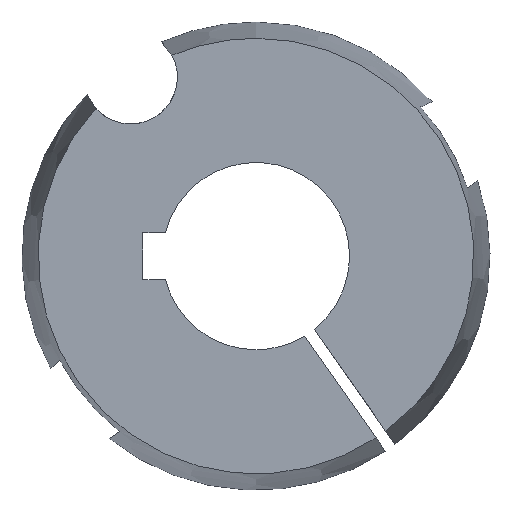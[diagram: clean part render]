
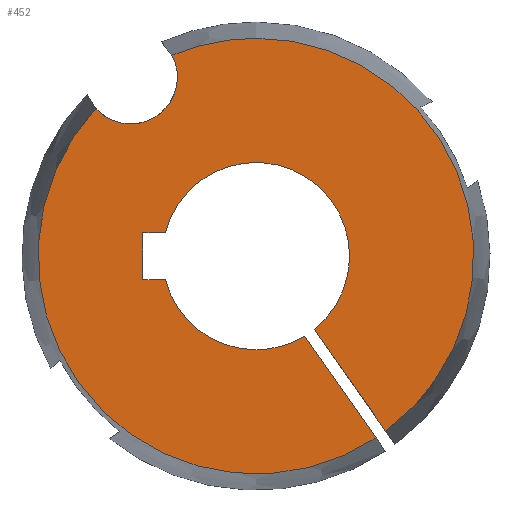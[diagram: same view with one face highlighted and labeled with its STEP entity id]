
A CAD part, left-side view. The second image highlights one B-rep face of the part: STEP entity #452.
In plain terms, the highlighted planar face has unit normal (-1, 0, 0).
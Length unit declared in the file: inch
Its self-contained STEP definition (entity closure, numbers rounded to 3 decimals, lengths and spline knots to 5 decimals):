
#2 = LINE ( 'NONE', #414, #787 ) ;
#13 = ORIENTED_EDGE ( 'NONE', *, *, #435, .T. ) ;
#18 = EDGE_CURVE ( 'NONE', #342, #321, #287, .T. ) ;
#31 = DIRECTION ( 'NONE',  ( 1., 0., 0. ) ) ;
#43 = DIRECTION ( 'NONE',  ( -1., 0., 0. ) ) ;
#68 = DIRECTION ( 'NONE',  ( 1., 0., 0. ) ) ;
#69 = ORIENTED_EDGE ( 'NONE', *, *, #409, .T. ) ;
#71 = CARTESIAN_POINT ( 'NONE',  ( -1., -0.51945, -0.70098 ) ) ;
#84 = CARTESIAN_POINT ( 'NONE',  ( -1., 0., -0.375 ) ) ;
#85 = VERTEX_POINT ( 'NONE', #602 ) ;
#94 = AXIS2_PLACEMENT_3D ( 'NONE', #447, #68, #527 ) ;
#97 = ORIENTED_EDGE ( 'NONE', *, *, #699, .T. ) ;
#100 = AXIS2_PLACEMENT_3D ( 'NONE', #704, #290, #762 ) ;
#111 = CARTESIAN_POINT ( 'NONE',  ( -1., 0., 0.87247 ) ) ;
#114 = ORIENTED_EDGE ( 'NONE', *, *, #18, .F. ) ;
#115 = DIRECTION ( 'NONE',  ( 0., -0.574, -0.819 ) ) ;
#120 = CARTESIAN_POINT ( 'NONE',  ( -1., 0., 0. ) ) ;
#125 = VERTEX_POINT ( 'NONE', #159 ) ;
#154 = CIRCLE ( 'NONE', #449, 0.375 ) ;
#159 = CARTESIAN_POINT ( 'NONE',  ( -1., -0.19547, -0.32002 ) ) ;
#160 = EDGE_CURVE ( 'NONE', #729, #85, #858, .T. ) ;
#181 = DIRECTION ( 'NONE',  ( 0., 0., -1. ) ) ;
#183 = AXIS2_PLACEMENT_3D ( 'NONE', #288, #761, #360 ) ;
#187 = EDGE_CURVE ( 'NONE', #770, #352, #154, .T. ) ;
#199 = CARTESIAN_POINT ( 'NONE',  ( -1., 0.45287, 0.09375 ) ) ;
#201 = CARTESIAN_POINT ( 'NONE',  ( -1., 0.32787, 0.09375 ) ) ;
#204 = CARTESIAN_POINT ( 'NONE',  ( -1., 0.50188, 0.71676 ) ) ;
#205 = ORIENTED_EDGE ( 'NONE', *, *, #160, .T. ) ;
#208 = AXIS2_PLACEMENT_3D ( 'NONE', #120, #573, #181 ) ;
#220 = DIRECTION ( 'NONE',  ( -1., 0., 0. ) ) ;
#226 = CARTESIAN_POINT ( 'NONE',  ( -1., 0.32787, -0.09375 ) ) ;
#235 = CARTESIAN_POINT ( 'NONE',  ( -1., 0.50188, 0.71676 ) ) ;
#242 = EDGE_CURVE ( 'NONE', #125, #770, #844, .T. ) ;
#246 = VERTEX_POINT ( 'NONE', #71 ) ;
#260 = DIRECTION ( 'NONE',  ( 0., 0., -1. ) ) ;
#262 = EDGE_CURVE ( 'NONE', #246, #403, #681, .T. ) ;
#269 = CIRCLE ( 'NONE', #100, 0.87247 ) ;
#286 = VECTOR ( 'NONE', #313, 39.37008 ) ;
#287 = LINE ( 'NONE', #576, #286 ) ;
#288 = CARTESIAN_POINT ( 'NONE',  ( -1., 0., 0. ) ) ;
#290 = DIRECTION ( 'NONE',  ( -1., 0., 0. ) ) ;
#293 = CARTESIAN_POINT ( 'NONE',  ( -1., 0.45287, -0.09375 ) ) ;
#298 = DIRECTION ( 'NONE',  ( 0., 0., -1. ) ) ;
#313 = DIRECTION ( 'NONE',  ( 0., 0., -1. ) ) ;
#315 = EDGE_CURVE ( 'NONE', #85, #125, #2, .T. ) ;
#321 = VERTEX_POINT ( 'NONE', #293 ) ;
#322 = ORIENTED_EDGE ( 'NONE', *, *, #538, .T. ) ;
#335 = CARTESIAN_POINT ( 'NONE',  ( -1., 0.64138, 0.59147 ) ) ;
#342 = VERTEX_POINT ( 'NONE', #199 ) ;
#345 = FACE_OUTER_BOUND ( 'NONE', #673, .T. ) ;
#352 = VERTEX_POINT ( 'NONE', #805 ) ;
#360 = DIRECTION ( 'NONE',  ( 0., 0., 1. ) ) ;
#395 = EDGE_CURVE ( 'NONE', #342, #727, #619, .T. ) ;
#403 = VERTEX_POINT ( 'NONE', #111 ) ;
#409 = EDGE_CURVE ( 'NONE', #519, #648, #659, .T. ) ;
#414 = CARTESIAN_POINT ( 'NONE',  ( -1., -0.51836, -0.78116 ) ) ;
#419 = CARTESIAN_POINT ( 'NONE',  ( -1., 0., 0. ) ) ;
#421 = ORIENTED_EDGE ( 'NONE', *, *, #559, .T. ) ;
#427 = PLANE ( 'NONE',  #807 ) ;
#428 = CARTESIAN_POINT ( 'NONE',  ( -1., 0., 0. ) ) ;
#433 = CARTESIAN_POINT ( 'NONE',  ( -1., 0.50188, 0.52926 ) ) ;
#435 = EDGE_CURVE ( 'NONE', #653, #246, #671, .T. ) ;
#438 = CIRCLE ( 'NONE', #518, 0.1875 ) ;
#447 = CARTESIAN_POINT ( 'NONE',  ( -1., 0., 0. ) ) ;
#449 = AXIS2_PLACEMENT_3D ( 'NONE', #419, #31, #493 ) ;
#452 = ADVANCED_FACE ( 'NONE', ( #345 ), #427, .T. ) ;
#459 = CARTESIAN_POINT ( 'NONE',  ( -1., 0.36309, 0.09375 ) ) ;
#493 = DIRECTION ( 'NONE',  ( 0., 0., -1. ) ) ;
#496 = DIRECTION ( 'NONE',  ( 0., -1., 0. ) ) ;
#503 = DIRECTION ( 'NONE',  ( 0., 0., 1. ) ) ;
#507 = AXIS2_PLACEMENT_3D ( 'NONE', #428, #43, #503 ) ;
#518 = AXIS2_PLACEMENT_3D ( 'NONE', #204, #669, #260 ) ;
#519 = VERTEX_POINT ( 'NONE', #693 ) ;
#525 = ORIENTED_EDGE ( 'NONE', *, *, #802, .T. ) ;
#527 = DIRECTION ( 'NONE',  ( 0., 0., -1. ) ) ;
#538 = EDGE_CURVE ( 'NONE', #352, #321, #732, .T. ) ;
#559 = EDGE_CURVE ( 'NONE', #727, #653, #791, .T. ) ;
#560 = ORIENTED_EDGE ( 'NONE', *, *, #262, .T. ) ;
#572 = DIRECTION ( 'NONE',  ( 0., 1., 0. ) ) ;
#573 = DIRECTION ( 'NONE',  ( 1., 0., 0. ) ) ;
#576 = CARTESIAN_POINT ( 'NONE',  ( -1., 0.45287, 0.09375 ) ) ;
#602 = CARTESIAN_POINT ( 'NONE',  ( -1., -0.48105, -0.72787 ) ) ;
#619 = LINE ( 'NONE', #201, #651 ) ;
#620 = CARTESIAN_POINT ( 'NONE',  ( -1., 0., 0. ) ) ;
#629 = AXIS2_PLACEMENT_3D ( 'NONE', #235, #711, #298 ) ;
#643 = VECTOR ( 'NONE', #115, 39.37008 ) ;
#646 = ORIENTED_EDGE ( 'NONE', *, *, #315, .T. ) ;
#648 = VERTEX_POINT ( 'NONE', #433 ) ;
#649 = CARTESIAN_POINT ( 'NONE',  ( -1., -0.23387, -0.29314 ) ) ;
#651 = VECTOR ( 'NONE', #496, 39.37008 ) ;
#653 = VERTEX_POINT ( 'NONE', #649 ) ;
#659 = CIRCLE ( 'NONE', #629, 0.1875 ) ;
#669 = DIRECTION ( 'NONE',  ( 1., 0., 0. ) ) ;
#671 = LINE ( 'NONE', #843, #643 ) ;
#673 = EDGE_LOOP ( 'NONE', ( #69, #97, #205, #646, #855, #768, #322, #114, #859, #421, #13, #560, #525 ) ) ;
#675 = VECTOR ( 'NONE', #572, 39.37008 ) ;
#681 = CIRCLE ( 'NONE', #183, 0.87247 ) ;
#687 = DIRECTION ( 'NONE',  ( 0., 0., 1. ) ) ;
#693 = CARTESIAN_POINT ( 'NONE',  ( -1., 0.33644, 0.80499 ) ) ;
#699 = EDGE_CURVE ( 'NONE', #648, #729, #438, .T. ) ;
#704 = CARTESIAN_POINT ( 'NONE',  ( -1., 0., 0. ) ) ;
#711 = DIRECTION ( 'NONE',  ( 1., 0., 0. ) ) ;
#727 = VERTEX_POINT ( 'NONE', #459 ) ;
#729 = VERTEX_POINT ( 'NONE', #335 ) ;
#732 = LINE ( 'NONE', #226, #675 ) ;
#761 = DIRECTION ( 'NONE',  ( -1., 0., 0. ) ) ;
#762 = DIRECTION ( 'NONE',  ( 0., 0., 1. ) ) ;
#768 = ORIENTED_EDGE ( 'NONE', *, *, #187, .T. ) ;
#770 = VERTEX_POINT ( 'NONE', #84 ) ;
#787 = VECTOR ( 'NONE', #840, 39.37008 ) ;
#791 = CIRCLE ( 'NONE', #208, 0.375 ) ;
#802 = EDGE_CURVE ( 'NONE', #403, #519, #269, .T. ) ;
#805 = CARTESIAN_POINT ( 'NONE',  ( -1., 0.36309, -0.09375 ) ) ;
#807 = AXIS2_PLACEMENT_3D ( 'NONE', #620, #220, #687 ) ;
#840 = DIRECTION ( 'NONE',  ( 0., 0.574, 0.819 ) ) ;
#843 = CARTESIAN_POINT ( 'NONE',  ( -1., 0.03703, 0.09375 ) ) ;
#844 = CIRCLE ( 'NONE', #94, 0.375 ) ;
#855 = ORIENTED_EDGE ( 'NONE', *, *, #242, .T. ) ;
#858 = CIRCLE ( 'NONE', #507, 0.87247 ) ;
#859 = ORIENTED_EDGE ( 'NONE', *, *, #395, .T. ) ;
